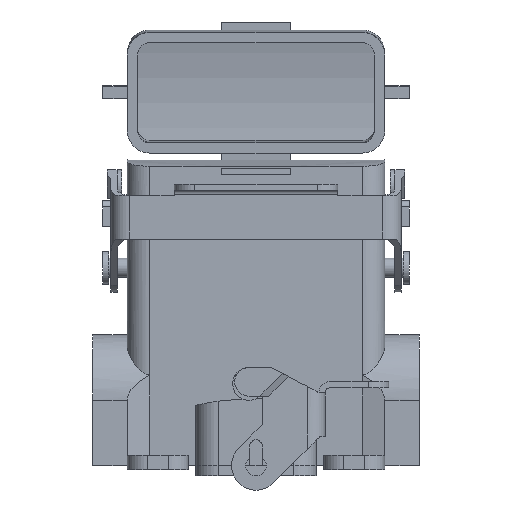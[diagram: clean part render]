
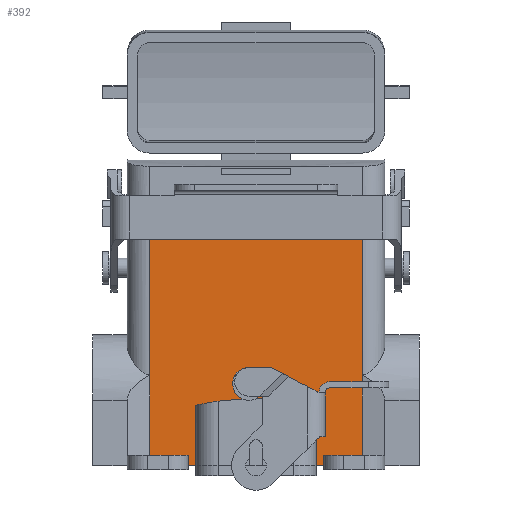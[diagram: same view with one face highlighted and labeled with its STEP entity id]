
A CAD part, front view. The second image highlights one B-rep face of the part: STEP entity #392.
In plain terms, the highlighted planar face has unit normal (0, -1, 0).
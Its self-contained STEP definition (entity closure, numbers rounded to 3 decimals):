
#392 = ADVANCED_FACE( '', ( #961 ), #962, .T. );
#961 = FACE_OUTER_BOUND( '', #1758, .T. );
#962 = PLANE( '', #1759 );
#1758 = EDGE_LOOP( '', ( #2828, #2829, #2830, #2831, #2832, #2833, #2834, #2835, #2836, #2837 ) );
#1759 = AXIS2_PLACEMENT_3D( '', #2838, #2839, #2840 );
#2828 = ORIENTED_EDGE( '', *, *, #4815, .T. );
#2829 = ORIENTED_EDGE( '', *, *, #4816, .F. );
#2830 = ORIENTED_EDGE( '', *, *, #4817, .T. );
#2831 = ORIENTED_EDGE( '', *, *, #4818, .F. );
#2832 = ORIENTED_EDGE( '', *, *, #4819, .F. );
#2833 = ORIENTED_EDGE( '', *, *, #4820, .T. );
#2834 = ORIENTED_EDGE( '', *, *, #4821, .F. );
#2835 = ORIENTED_EDGE( '', *, *, #4822, .F. );
#2836 = ORIENTED_EDGE( '', *, *, #4823, .F. );
#2837 = ORIENTED_EDGE( '', *, *, #4824, .T. );
#2838 = CARTESIAN_POINT( '', ( -26., -14.75, 56. ) );
#2839 = DIRECTION( '', ( 0., -1., 0. ) );
#2840 = DIRECTION( '', ( 0., 0., 1. ) );
#4815 = EDGE_CURVE( '', #5855, #5856, #5857, .T. );
#4816 = EDGE_CURVE( '', #5858, #5856, #5859, .T. );
#4817 = EDGE_CURVE( '', #5858, #5860, #5861, .T. );
#4818 = EDGE_CURVE( '', #5862, #5860, #5863, .T. );
#4819 = EDGE_CURVE( '', #5864, #5862, #5865, .T. );
#4820 = EDGE_CURVE( '', #5864, #5866, #5867, .T. );
#4821 = EDGE_CURVE( '', #5632, #5866, #5868, .T. );
#4822 = EDGE_CURVE( '', #5869, #5632, #5870, .T. );
#4823 = EDGE_CURVE( '', #5871, #5869, #5872, .T. );
#4824 = EDGE_CURVE( '', #5871, #5855, #5873, .T. );
#5632 = VERTEX_POINT( '', #7006 );
#5855 = VERTEX_POINT( '', #7355 );
#5856 = VERTEX_POINT( '', #7356 );
#5857 = LINE( '', #7357, #7358 );
#5858 = VERTEX_POINT( '', #7359 );
#5859 = LINE( '', #7360, #7361 );
#5860 = VERTEX_POINT( '', #7362 );
#5861 = LINE( '', #7363, #7364 );
#5862 = VERTEX_POINT( '', #7365 );
#5863 = LINE( '', #7366, #7367 );
#5864 = VERTEX_POINT( '', #7368 );
#5865 = LINE( '', #7369, #7370 );
#5866 = VERTEX_POINT( '', #7371 );
#5867 = LINE( '', #7372, #7373 );
#5868 = LINE( '', #7374, #7375 );
#5869 = VERTEX_POINT( '', #7376 );
#5870 = LINE( '', #7377, #7378 );
#5871 = VERTEX_POINT( '', #7379 );
#5872 = LINE( '', #7380, #7381 );
#5873 = LINE( '', #7382, #7383 );
#7006 = CARTESIAN_POINT( '', ( 26., -14.75, 22.2 ) );
#7355 = CARTESIAN_POINT( '', ( -26., -14.75, 22.2 ) );
#7356 = CARTESIAN_POINT( '', ( -26., -14.75, 2.5 ) );
#7357 = CARTESIAN_POINT( '', ( -26., -14.75, 70.654 ) );
#7358 = VECTOR( '', #8951, 1000. );
#7359 = CARTESIAN_POINT( '', ( -16.5, -14.75, 2.5 ) );
#7360 = CARTESIAN_POINT( '', ( -26., -14.75, 2.5 ) );
#7361 = VECTOR( '', #8952, 1000. );
#7362 = CARTESIAN_POINT( '', ( -16.5, -14.75, 0. ) );
#7363 = CARTESIAN_POINT( '', ( -16.5, -14.75, 56. ) );
#7364 = VECTOR( '', #8953, 1000. );
#7365 = CARTESIAN_POINT( '', ( 16.5, -14.75, 0. ) );
#7366 = CARTESIAN_POINT( '', ( 0., -14.75, 0. ) );
#7367 = VECTOR( '', #8954, 1000. );
#7368 = CARTESIAN_POINT( '', ( 16.5, -14.75, 2.5 ) );
#7369 = CARTESIAN_POINT( '', ( 16.5, -14.75, 56. ) );
#7370 = VECTOR( '', #8955, 1000. );
#7371 = CARTESIAN_POINT( '', ( 26., -14.75, 2.5 ) );
#7372 = CARTESIAN_POINT( '', ( 26., -14.75, 2.5 ) );
#7373 = VECTOR( '', #8956, 1000. );
#7374 = CARTESIAN_POINT( '', ( 26., -14.75, 70.654 ) );
#7375 = VECTOR( '', #8957, 1000. );
#7376 = CARTESIAN_POINT( '', ( 26., -14.75, 56. ) );
#7377 = CARTESIAN_POINT( '', ( 26., -14.75, 56. ) );
#7378 = VECTOR( '', #8958, 1000. );
#7379 = CARTESIAN_POINT( '', ( -26., -14.75, 56. ) );
#7380 = CARTESIAN_POINT( '', ( -26., -14.75, 56. ) );
#7381 = VECTOR( '', #8959, 1000. );
#7382 = CARTESIAN_POINT( '', ( -26., -14.75, 56. ) );
#7383 = VECTOR( '', #8960, 1000. );
#8951 = DIRECTION( '', ( 0., 0., -1. ) );
#8952 = DIRECTION( '', ( -1., 0., 0. ) );
#8953 = DIRECTION( '', ( 0., 0., -1. ) );
#8954 = DIRECTION( '', ( -1., 0., 0. ) );
#8955 = DIRECTION( '', ( 0., 0., -1. ) );
#8956 = DIRECTION( '', ( 1., 0., 0. ) );
#8957 = DIRECTION( '', ( 0., 0., -1. ) );
#8958 = DIRECTION( '', ( 0., 0., -1. ) );
#8959 = DIRECTION( '', ( 1., 0., 0. ) );
#8960 = DIRECTION( '', ( 0., 0., -1. ) );
